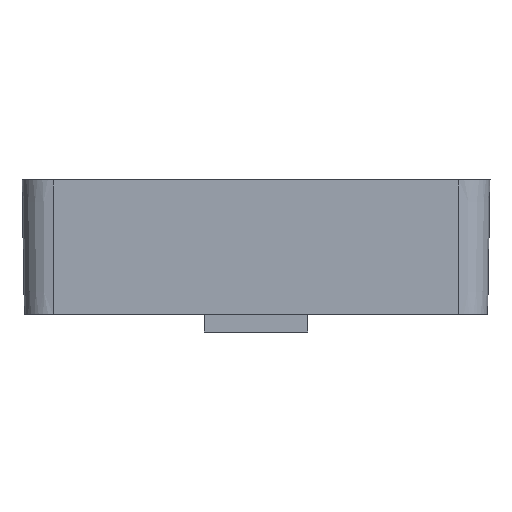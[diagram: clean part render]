
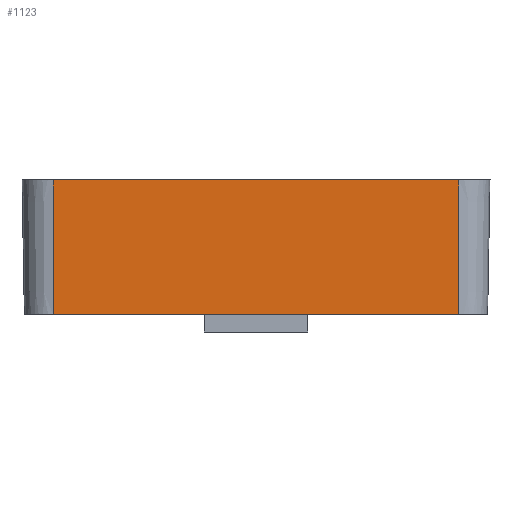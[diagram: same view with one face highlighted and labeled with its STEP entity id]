
A CAD part, front view. The second image highlights one B-rep face of the part: STEP entity #1123.
In plain terms, the highlighted planar face has unit normal (0, -1, -0.018).
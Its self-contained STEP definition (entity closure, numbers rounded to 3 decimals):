
#30 = LINE ( 'NONE', #305, #1486 ) ;
#99 = CARTESIAN_POINT ( 'NONE',  ( 19.625, -22.398, -13. ) ) ;
#106 = CARTESIAN_POINT ( 'NONE',  ( 5., -22.398, -13. ) ) ;
#139 = DIRECTION ( 'NONE',  ( -1., 0., 0. ) ) ;
#239 = VERTEX_POINT ( 'NONE', #2414 ) ;
#299 = DIRECTION ( 'NONE',  ( 1., 0., 0. ) ) ;
#305 = CARTESIAN_POINT ( 'NONE',  ( -19.625, -22.625, 0. ) ) ;
#425 = ORIENTED_EDGE ( 'NONE', *, *, #4141, .F. ) ;
#564 = AXIS2_PLACEMENT_3D ( 'NONE', #2598, #648, #5872 ) ;
#642 = DIRECTION ( 'NONE',  ( 0., -0.017, 1. ) ) ;
#648 = DIRECTION ( 'NONE',  ( 0., -1., -0.017 ) ) ;
#675 = VECTOR ( 'NONE', #2803, 1000. ) ;
#840 = VERTEX_POINT ( 'NONE', #4361 ) ;
#1024 = LINE ( 'NONE', #99, #1734 ) ;
#1123 = ADVANCED_FACE ( 'NONE', ( #1786 ), #5822, .T. ) ;
#1156 = DIRECTION ( 'NONE',  ( -1., 0., 0. ) ) ;
#1198 = LINE ( 'NONE', #3243, #675 ) ;
#1206 = VERTEX_POINT ( 'NONE', #1641 ) ;
#1486 = VECTOR ( 'NONE', #5466, 1000. ) ;
#1581 = EDGE_CURVE ( 'NONE', #3391, #2355, #3679, .T. ) ;
#1641 = CARTESIAN_POINT ( 'NONE',  ( 19.625, -22.625, 0. ) ) ;
#1734 = VECTOR ( 'NONE', #139, 1000. ) ;
#1786 = FACE_OUTER_BOUND ( 'NONE', #3057, .T. ) ;
#2055 = ORIENTED_EDGE ( 'NONE', *, *, #3165, .F. ) ;
#2181 = LINE ( 'NONE', #5794, #5621 ) ;
#2355 = VERTEX_POINT ( 'NONE', #106 ) ;
#2371 = ORIENTED_EDGE ( 'NONE', *, *, #5099, .T. ) ;
#2414 = CARTESIAN_POINT ( 'NONE',  ( -19.625, -22.625, 0. ) ) ;
#2598 = CARTESIAN_POINT ( 'NONE',  ( -19.625, -22.625, 0. ) ) ;
#2782 = VERTEX_POINT ( 'NONE', #3336 ) ;
#2803 = DIRECTION ( 'NONE',  ( 0., -0.017, 1. ) ) ;
#3057 = EDGE_LOOP ( 'NONE', ( #2371, #4783, #2055, #3436, #425, #3657 ) ) ;
#3165 = EDGE_CURVE ( 'NONE', #3391, #840, #1024, .T. ) ;
#3243 = CARTESIAN_POINT ( 'NONE',  ( 19.625, -22.625, 0. ) ) ;
#3336 = CARTESIAN_POINT ( 'NONE',  ( 19.625, -22.398, -13. ) ) ;
#3391 = VERTEX_POINT ( 'NONE', #4476 ) ;
#3436 = ORIENTED_EDGE ( 'NONE', *, *, #1581, .T. ) ;
#3657 = ORIENTED_EDGE ( 'NONE', *, *, #4856, .T. ) ;
#3679 = LINE ( 'NONE', #4924, #4318 ) ;
#3784 = CARTESIAN_POINT ( 'NONE',  ( -19.625, -8732.702, 499000. ) ) ;
#3989 = VECTOR ( 'NONE', #642, 1000. ) ;
#4069 = EDGE_CURVE ( 'NONE', #840, #239, #5550, .T. ) ;
#4141 = EDGE_CURVE ( 'NONE', #2782, #2355, #2181, .T. ) ;
#4318 = VECTOR ( 'NONE', #299, 1000. ) ;
#4361 = CARTESIAN_POINT ( 'NONE',  ( -19.625, -22.398, -13. ) ) ;
#4476 = CARTESIAN_POINT ( 'NONE',  ( -5., -22.398, -13. ) ) ;
#4783 = ORIENTED_EDGE ( 'NONE', *, *, #4069, .F. ) ;
#4856 = EDGE_CURVE ( 'NONE', #2782, #1206, #1198, .T. ) ;
#4924 = CARTESIAN_POINT ( 'NONE',  ( -19.625, -22.398, -13. ) ) ;
#5099 = EDGE_CURVE ( 'NONE', #1206, #239, #30, .T. ) ;
#5466 = DIRECTION ( 'NONE',  ( -1., 0., 0. ) ) ;
#5550 = LINE ( 'NONE', #3784, #3989 ) ;
#5621 = VECTOR ( 'NONE', #1156, 1000. ) ;
#5794 = CARTESIAN_POINT ( 'NONE',  ( 19.625, -22.398, -13. ) ) ;
#5822 = PLANE ( 'NONE',  #564 ) ;
#5872 = DIRECTION ( 'NONE',  ( 0., 0.017, -1. ) ) ;
